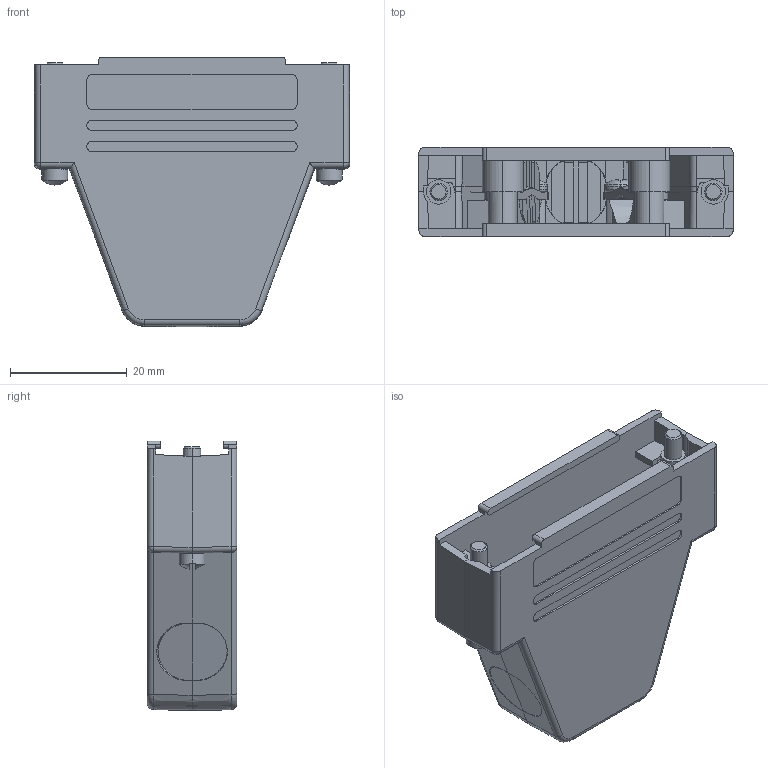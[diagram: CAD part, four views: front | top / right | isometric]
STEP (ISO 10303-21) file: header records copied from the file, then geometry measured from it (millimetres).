
FILE_DESCRIPTION (( 'STEP AP214' ), '1' );
FILE_NAME ('6550-0100-03.STEP', '2022-03-24T15:53:32', ( '' ), ( '' ), 'SwSTEP 2.0', 'SolidWorks 2021', '' );
FILE_SCHEMA (( 'AUTOMOTIVE_DESIGN' ));
Length unit declared in the file: millimetre
Products named in the file (8): 6805-0100-13; 6855-0112-01; 6826-0133-01; 6805-0100-03; 6522-0128-33; 6855-0109-11; 6830-0106-01; 6550-0100-03
Assembly tree (14 placements, depth 2):
  6550-0100-03
    6805-0100-13
    6805-0100-03
    6522-0128-33  x2
    6826-0133-01  x2
    6830-0106-01  x2
    6855-0109-11  x4
    6855-0112-01  x2
Bounding box: 54 x 15.33 x 46.19 mm (x, y, z)
Volume: 10354.6 mm3; surface area: 15740.8 mm2
Topology: 18 solids, 18 shells, 838 faces, 2249 edges, 1468 vertices
Faces by surface type: plane 489, cylinder 226, cone 57, torus 34, bspline 28, sphere 4
Entity records: 20526 total; most frequent: CARTESIAN_POINT 4872, ORIENTED_EDGE 3322, DIRECTION 3067, EDGE_CURVE 1661, VERTEX_POINT 1086, VECTOR 1069, LINE 1069, AXIS2_PLACEMENT_3D 999
